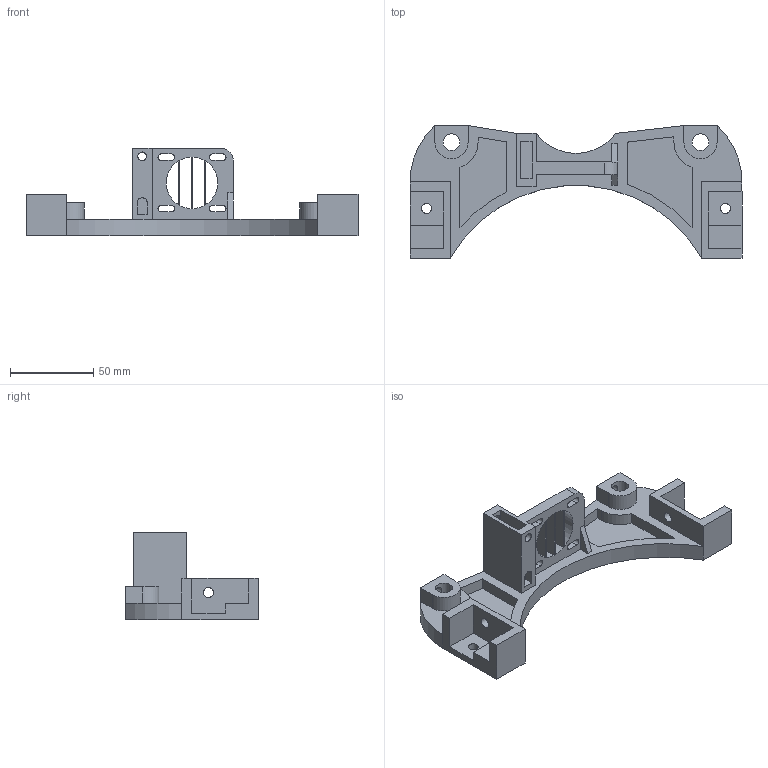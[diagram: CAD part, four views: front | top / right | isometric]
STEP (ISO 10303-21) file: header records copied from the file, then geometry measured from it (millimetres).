
FILE_DESCRIPTION(('FreeCAD Model'),'2;1');
FILE_NAME('Y_Motor.stp', '2012-12-16T23:30:09',('FreeCAD'),('FreeCAD'), 'Open CASCADE STEP processor 6.5','FreeCAD','Unknown');
FILE_SCHEMA(('AUTOMOTIVE_DESIGN_CC2 { 1 2 10303 214 -1 1 5 4 }'));
Length unit declared in the file: millimetre
Products named in the file (1): Open CASCADE STEP translator 6.5 1
Bounding box: 200 x 80 x 53 mm (x, y, z)
Volume: 115642.6 mm3; surface area: 48231.3 mm2
Topology: 1 solids, 1 shells, 120 faces, 342 edges, 226 vertices
Faces by surface type: plane 84, cylinder 36
Full cylindrical faces by diameter (mm): 5.2 x4, 6 x4, 10.1 x2
Entity records: 9510 total; most frequent: CARTESIAN_POINT 2743, DIRECTION 1224, LINE 784, VECTOR 784, ORIENTED_EDGE 684, PCURVE 684, DEFINITIONAL_REPRESENTATION 684, EDGE_CURVE 342
